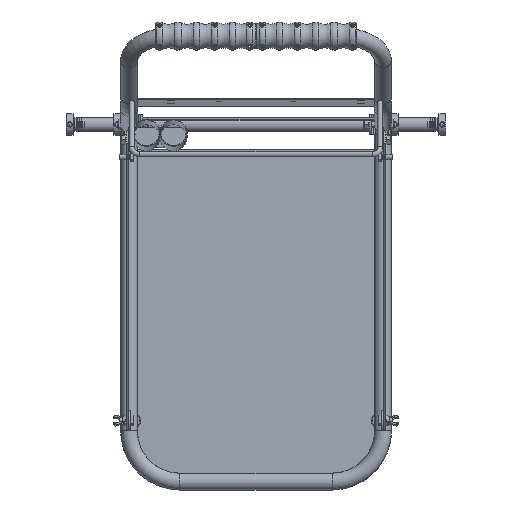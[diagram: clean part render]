
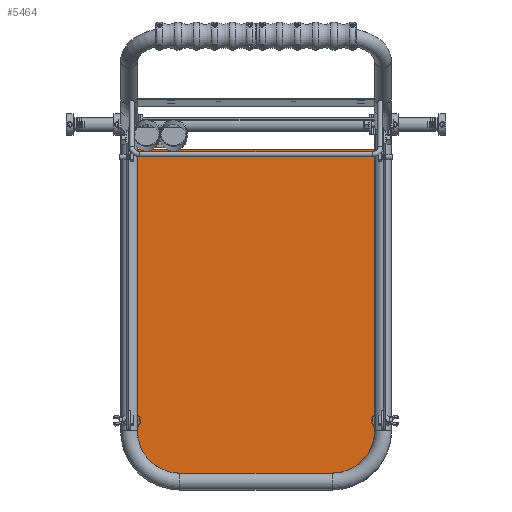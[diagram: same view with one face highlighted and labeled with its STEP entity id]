
A CAD part, top view. The second image highlights one B-rep face of the part: STEP entity #5464.
In plain terms, the highlighted face is planar.
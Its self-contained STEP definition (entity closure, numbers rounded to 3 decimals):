
#82=LINE('',#8963,#324);
#86=LINE('',#8971,#328);
#89=LINE('',#8978,#331);
#91=LINE('',#8982,#333);
#324=VECTOR('',#7121,1000.);
#328=VECTOR('',#7127,1000.);
#331=VECTOR('',#7132,1000.);
#333=VECTOR('',#7136,1000.);
#940=PLANE('',#6310);
#1143=CIRCLE('',#6311,75.);
#1144=CIRCLE('',#6312,75.);
#1501=ORIENTED_EDGE('',*,*,#2818,.T.);
#1502=ORIENTED_EDGE('',*,*,#2823,.T.);
#1503=ORIENTED_EDGE('',*,*,#2820,.T.);
#1504=ORIENTED_EDGE('',*,*,#2811,.T.);
#1505=ORIENTED_EDGE('',*,*,#2815,.T.);
#1506=ORIENTED_EDGE('',*,*,#2824,.T.);
#2811=EDGE_CURVE('',#3482,#3481,#82,.T.);
#2815=EDGE_CURVE('',#3481,#3484,#86,.T.);
#2818=EDGE_CURVE('',#3488,#3487,#89,.T.);
#2820=EDGE_CURVE('',#3489,#3482,#91,.T.);
#2823=EDGE_CURVE('',#3487,#3489,#1143,.T.);
#2824=EDGE_CURVE('',#3484,#3488,#1144,.T.);
#3481=VERTEX_POINT('',#8962);
#3482=VERTEX_POINT('',#8964);
#3484=VERTEX_POINT('',#8970);
#3487=VERTEX_POINT('',#8977);
#3488=VERTEX_POINT('',#8979);
#3489=VERTEX_POINT('',#8983);
#4117=EDGE_LOOP('',(#1501,#1502,#1503,#1504,#1505,#1506));
#4737=FACE_BOUND('',#4117,.T.);
#5464=ADVANCED_FACE('',(#4737),#940,.T.);
#6310=AXIS2_PLACEMENT_3D('',#8987,#7139,#7140);
#6311=AXIS2_PLACEMENT_3D('',#8988,#7141,#7142);
#6312=AXIS2_PLACEMENT_3D('',#8989,#7143,#7144);
#7121=DIRECTION('',(0.,0.,1.));
#7127=DIRECTION('',(1.,0.,0.));
#7132=DIRECTION('',(0.,0.,-1.));
#7136=DIRECTION('',(-1.,0.,0.));
#7139=DIRECTION('',(0.,1.,0.));
#7140=DIRECTION('',(0.,0.,1.));
#7141=DIRECTION('',(0.,1.,0.));
#7142=DIRECTION('',(0.,0.,1.));
#7143=DIRECTION('',(0.,1.,0.));
#7144=DIRECTION('',(0.,0.,1.));
#8962=CARTESIAN_POINT('',(-245.,1.5,190.));
#8963=CARTESIAN_POINT('',(-245.,1.5,-190.));
#8964=CARTESIAN_POINT('',(-245.,1.5,-190.));
#8970=CARTESIAN_POINT('',(170.,1.5,190.));
#8971=CARTESIAN_POINT('',(-245.,1.5,190.));
#8977=CARTESIAN_POINT('',(245.,1.5,-115.));
#8978=CARTESIAN_POINT('',(245.,1.5,190.));
#8979=CARTESIAN_POINT('',(245.,1.5,115.));
#8982=CARTESIAN_POINT('',(245.,1.5,-190.));
#8983=CARTESIAN_POINT('',(170.,1.5,-190.));
#8987=CARTESIAN_POINT('',(0.,1.5,0.));
#8988=CARTESIAN_POINT('',(170.,1.5,-115.));
#8989=CARTESIAN_POINT('',(170.,1.5,115.));
